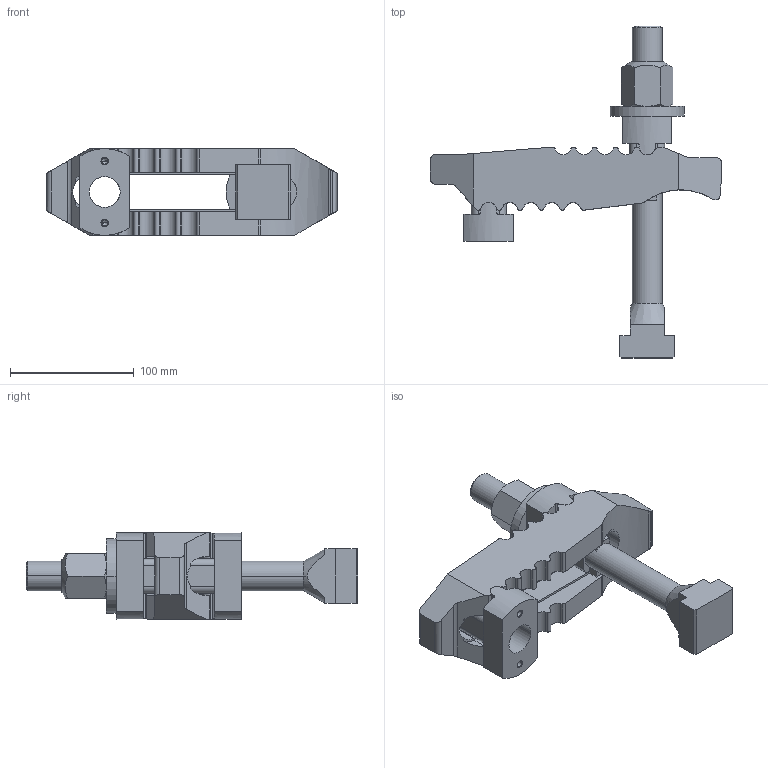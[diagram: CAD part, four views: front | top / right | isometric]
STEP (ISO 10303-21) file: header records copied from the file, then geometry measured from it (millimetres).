
FILE_DESCRIPTION(('STEP AP214'),'1');
FILE_NAME('haldern_eh_23185_0125.stp','2015-07-23T11:27:36',('TraceParts'),('TraceParts S.A.'),'Spatial InterOp 3D',' ',' ');
FILE_SCHEMA(('automotive_design'));
Length unit declared in the file: millimetre
Products named in the file (6): 1; 2; 3; 4; 5; 6
Bounding box: 235 x 268 x 70 mm (x, y, z)
Volume: 701456.3 mm3; surface area: 138575.2 mm2
Topology: 6 solids, 6 shells, 307 faces, 831 edges, 534 vertices
Faces by surface type: plane 148, cylinder 118, cone 40, sphere 1
Entity records: 12562 total; most frequent: CARTESIAN_POINT 2132, DIRECTION 1699, ORIENTED_EDGE 1646, EDGE_CURVE 823, AXIS2_PLACEMENT_3D 597, VERTEX_POINT 534, LINE 505, VECTOR 505
